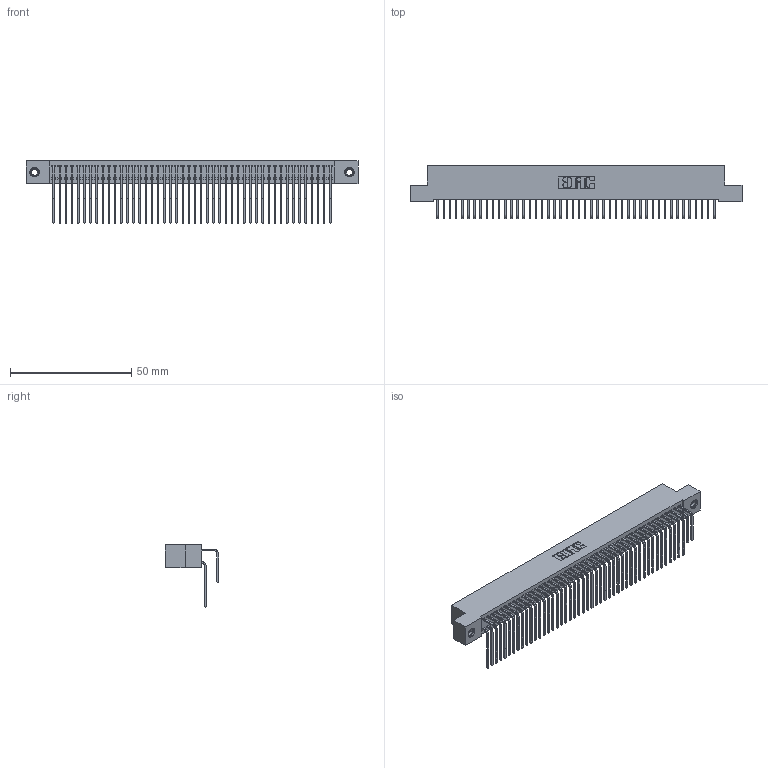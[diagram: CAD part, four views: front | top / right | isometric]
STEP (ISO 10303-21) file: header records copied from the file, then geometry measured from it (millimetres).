
FILE_DESCRIPTION (( 'STEP AP203' ), '1' );
FILE_NAME ('342-092-558-207.STEP', '2018-08-14T02:06:17', ( '' ), ( '' ), 'SwSTEP 2.0', 'SolidWorks 2016', '' );
FILE_SCHEMA (( 'CONFIG_CONTROL_DESIGN' ));
Length unit declared in the file: inch
Products named in the file (5): 342-092-558-207; 342 Part_TI; 345-292-001_558 559 Tail - 1; 345-292-001_558 Tail - 2; 345-250-001_345-250-005-103
Assembly tree (95 placements, depth 2):
  342-092-558-207
    342 Part_TI
    345-292-001_558 559 Tail - 1  x46
    345-292-001_558 Tail - 2  x46
    345-250-001_345-250-005-103  x2
Bounding box: 137.16 x 21.91 x 25.78 mm (x, y, z)
Volume: 12860.8 mm3; surface area: 23459.3 mm2
Topology: 95 solids, 95 shells, 5138 faces, 15247 edges, 10034 vertices
Faces by surface type: plane 3594, cylinder 1528, cone 12, torus 4
Entity records: 31914 total; most frequent: CARTESIAN_POINT 5316, ORIENTED_EDGE 5194, DIRECTION 4547, EDGE_CURVE 2597, LINE 2409, VECTOR 2409, VERTEX_POINT 1724, AXIS2_PLACEMENT_3D 1069
